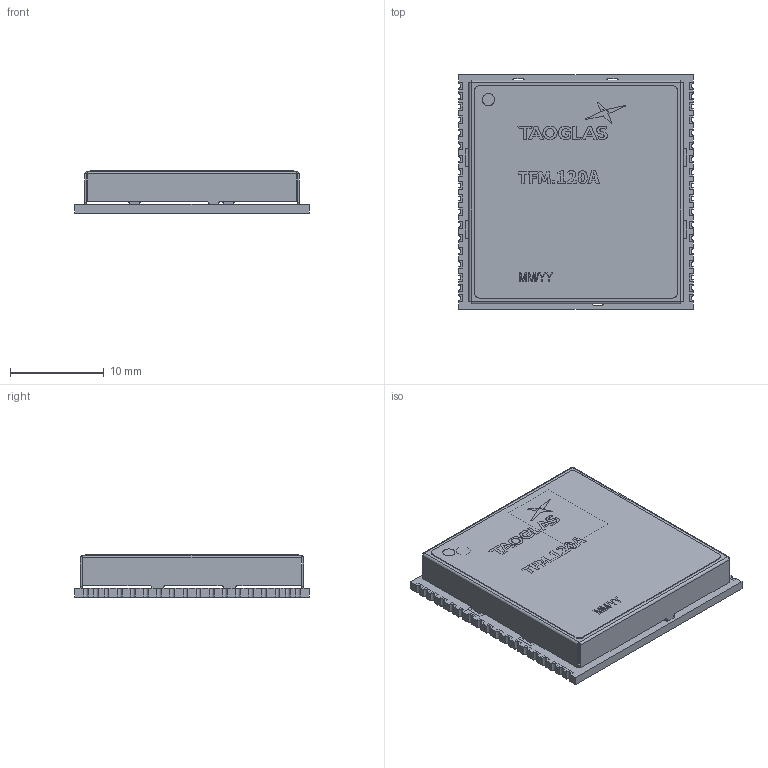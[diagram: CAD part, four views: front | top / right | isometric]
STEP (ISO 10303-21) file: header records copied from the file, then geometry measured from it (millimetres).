
FILE_DESCRIPTION (( 'STEP AP214' ), '1' );
FILE_NAME ('TFM.120A.STEP', '2023-05-11T13:26:55', ( '' ), ( '' ), 'SwSTEP 2.0', 'SolidWorks 2018', '' );
FILE_SCHEMA (( 'AUTOMOTIVE_DESIGN' ));
Length unit declared in the file: millimetre
Products named in the file (1): TFM.120A
Bounding box: 25 x 25 x 4.52 mm (x, y, z)
Volume: 765.3 mm3; surface area: 3882.4 mm2
Topology: 3 solids, 3 shells, 327 faces, 1415 edges, 1152 vertices
Faces by surface type: plane 230, cylinder 75, bspline 22
Entity records: 19175 total; most frequent: CARTESIAN_POINT 8169, ORIENTED_EDGE 2830, EDGE_CURVE 1415, VERTEX_POINT 1152, B_SPLINE_CURVE_WITH_KNOTS 1076, DIRECTION 1010, EDGE_LOOP 395, AXIS2_PLACEMENT_3D 372
